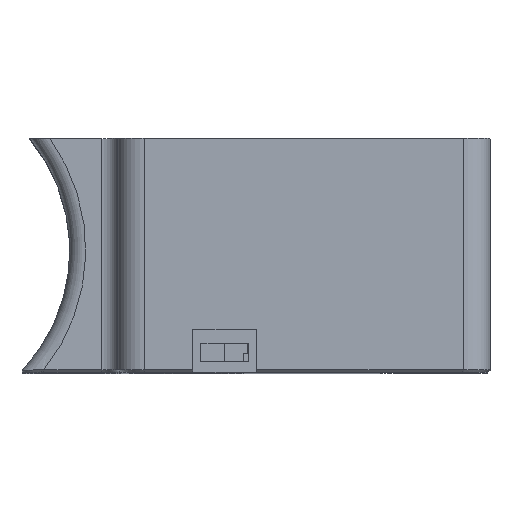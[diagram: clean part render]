
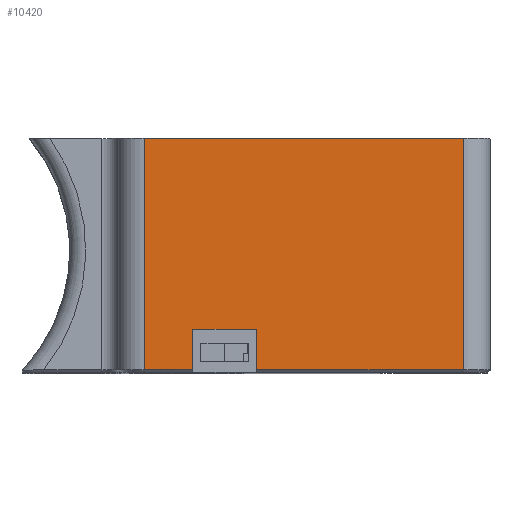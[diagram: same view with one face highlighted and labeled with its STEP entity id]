
A CAD part, top view. The second image highlights one B-rep face of the part: STEP entity #10420.
In plain terms, the highlighted planar face has unit normal (0, 0, 1).
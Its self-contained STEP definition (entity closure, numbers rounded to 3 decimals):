
#794=FACE_OUTER_BOUND('',#1377,.T.);
#1377=EDGE_LOOP('',(#8527,#8528,#8529,#8530,#8531,#8532,#8533,#8534));
#2199=LINE('',#15652,#3432);
#2312=LINE('',#15890,#3545);
#2313=LINE('',#15893,#3546);
#2450=LINE('',#16373,#3683);
#2584=LINE('',#16723,#3817);
#2585=LINE('',#16725,#3818);
#2586=LINE('',#16727,#3819);
#2587=LINE('',#16728,#3820);
#3432=VECTOR('',#12640,10.);
#3545=VECTOR('',#12819,10.);
#3546=VECTOR('',#12822,10.);
#3683=VECTOR('',#13049,10.);
#3817=VECTOR('',#13353,10.);
#3818=VECTOR('',#13356,10.);
#3819=VECTOR('',#13357,10.);
#3820=VECTOR('',#13358,10.);
#4562=VERTEX_POINT('',#15649);
#4563=VERTEX_POINT('',#15651);
#4655=VERTEX_POINT('',#15888);
#4656=VERTEX_POINT('',#15892);
#4793=VERTEX_POINT('',#16287);
#4817=VERTEX_POINT('',#16371);
#4884=VERTEX_POINT('',#16611);
#4903=VERTEX_POINT('',#16726);
#5752=EDGE_CURVE('',#4563,#4562,#2199,.T.);
#5873=EDGE_CURVE('',#4562,#4655,#2312,.T.);
#5874=EDGE_CURVE('',#4656,#4563,#2313,.T.);
#6052=EDGE_CURVE('',#4817,#4793,#2450,.T.);
#6208=EDGE_CURVE('',#4793,#4884,#2584,.T.);
#6209=EDGE_CURVE('',#4884,#4655,#2585,.T.);
#6210=EDGE_CURVE('',#4903,#4817,#2586,.T.);
#6211=EDGE_CURVE('',#4656,#4903,#2587,.T.);
#8527=ORIENTED_EDGE('',*,*,#6209,.F.);
#8528=ORIENTED_EDGE('',*,*,#6208,.F.);
#8529=ORIENTED_EDGE('',*,*,#6052,.F.);
#8530=ORIENTED_EDGE('',*,*,#6210,.F.);
#8531=ORIENTED_EDGE('',*,*,#6211,.F.);
#8532=ORIENTED_EDGE('',*,*,#5874,.T.);
#8533=ORIENTED_EDGE('',*,*,#5752,.T.);
#8534=ORIENTED_EDGE('',*,*,#5873,.T.);
#9970=PLANE('',#11131);
#10420=ADVANCED_FACE('',(#794),#9970,.T.);
#11131=AXIS2_PLACEMENT_3D('',#16724,#13354,#13355);
#12640=DIRECTION('',(1.,0.,0.));
#12819=DIRECTION('',(0.,-1.,0.));
#12822=DIRECTION('',(0.,1.,0.));
#13049=DIRECTION('',(1.,0.,0.));
#13353=DIRECTION('',(0.,-1.,0.));
#13354=DIRECTION('center_axis',(0.,0.,1.));
#13355=DIRECTION('ref_axis',(-1.,0.,0.));
#13356=DIRECTION('',(-1.,0.,0.));
#13357=DIRECTION('',(0.,1.,0.));
#13358=DIRECTION('',(-1.,0.,0.));
#15649=CARTESIAN_POINT('',(26.104,6.147,127.5));
#15651=CARTESIAN_POINT('',(14.104,6.147,127.5));
#15652=CARTESIAN_POINT('',(28.302,6.147,127.5));
#15888=CARTESIAN_POINT('',(26.104,-1.5,127.5));
#15890=CARTESIAN_POINT('',(26.104,3.073,127.5));
#15892=CARTESIAN_POINT('',(14.104,-1.5,127.5));
#15893=CARTESIAN_POINT('',(14.104,-1.027,127.5));
#16287=CARTESIAN_POINT('',(65.,42.,127.5));
#16371=CARTESIAN_POINT('',(5.,42.,127.5));
#16373=CARTESIAN_POINT('',(42.5,42.,127.5));
#16611=CARTESIAN_POINT('',(65.,-1.5,127.5));
#16723=CARTESIAN_POINT('',(65.,0.,127.5));
#16724=CARTESIAN_POINT('Origin',(42.5,0.,127.5));
#16725=CARTESIAN_POINT('',(38.75,-1.5,127.5));
#16726=CARTESIAN_POINT('',(5.,-1.5,127.5));
#16727=CARTESIAN_POINT('',(5.,0.,127.5));
#16728=CARTESIAN_POINT('',(38.75,-1.5,127.5));
